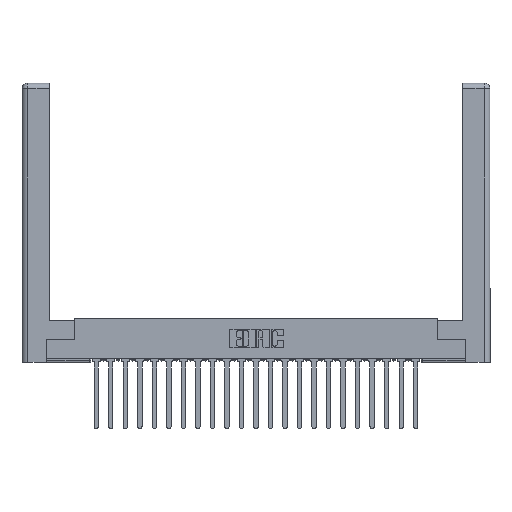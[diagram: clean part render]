
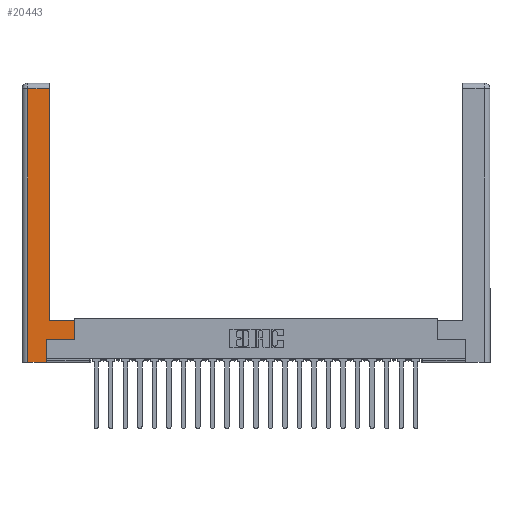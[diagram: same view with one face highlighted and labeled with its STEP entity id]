
A CAD part, top view. The second image highlights one B-rep face of the part: STEP entity #20443.
In plain terms, the highlighted planar face has unit normal (0, 0, 1).
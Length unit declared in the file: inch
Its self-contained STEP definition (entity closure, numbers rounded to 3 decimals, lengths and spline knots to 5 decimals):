
#74 = CARTESIAN_POINT ( 'NONE',  ( 0.565, 0.45, 0. ) ) ;
#362 = ORIENTED_EDGE ( 'NONE', *, *, #4765, .T. ) ;
#1214 = ORIENTED_EDGE ( 'NONE', *, *, #9130, .T. ) ;
#1820 = VECTOR ( 'NONE', #18293, 39.37008 ) ;
#1988 = ORIENTED_EDGE ( 'NONE', *, *, #21367, .T. ) ;
#2194 = PLANE ( 'NONE',  #2719 ) ;
#2719 = AXIS2_PLACEMENT_3D ( 'NONE', #3919, #19379, #11744 ) ;
#2865 = CARTESIAN_POINT ( 'NONE',  ( 0.565, 0.245, 0. ) ) ;
#2942 = DIRECTION ( 'NONE',  ( 0., 1., 0. ) ) ;
#3438 = EDGE_CURVE ( 'NONE', #12515, #21213, #17818, .T. ) ;
#3766 = DIRECTION ( 'NONE',  ( 0., -1., 0. ) ) ;
#3919 = CARTESIAN_POINT ( 'NONE',  ( 0., 0., 0. ) ) ;
#4060 = LINE ( 'NONE', #8019, #13156 ) ;
#4346 = CARTESIAN_POINT ( 'NONE',  ( 0.0615, 0., 0. ) ) ;
#4765 = EDGE_CURVE ( 'NONE', #14489, #7131, #16178, .T. ) ;
#5364 = ORIENTED_EDGE ( 'NONE', *, *, #3438, .T. ) ;
#5536 = VECTOR ( 'NONE', #12660, 39.37008 ) ;
#5845 = VERTEX_POINT ( 'NONE', #11438 ) ;
#6003 = LINE ( 'NONE', #21226, #22210 ) ;
#6254 = LINE ( 'NONE', #13840, #7253 ) ;
#7131 = VERTEX_POINT ( 'NONE', #20843 ) ;
#7253 = VECTOR ( 'NONE', #17854, 39.37008 ) ;
#7478 = CARTESIAN_POINT ( 'NONE',  ( 0.265, 0.245, 0. ) ) ;
#7802 = LINE ( 'NONE', #22475, #21889 ) ;
#7810 = VERTEX_POINT ( 'NONE', #4346 ) ;
#8019 = CARTESIAN_POINT ( 'NONE',  ( 0.565, 0.45, 0. ) ) ;
#8180 = ORIENTED_EDGE ( 'NONE', *, *, #21711, .T. ) ;
#9130 = EDGE_CURVE ( 'NONE', #21213, #22180, #4060, .T. ) ;
#10653 = CARTESIAN_POINT ( 'NONE',  ( 0.295, 3., 0. ) ) ;
#11438 = CARTESIAN_POINT ( 'NONE',  ( 0.0615, 2.94, 0. ) ) ;
#11744 = DIRECTION ( 'NONE',  ( -1., 0., 0. ) ) ;
#12515 = VERTEX_POINT ( 'NONE', #7478 ) ;
#12633 = EDGE_CURVE ( 'NONE', #22180, #14489, #6254, .T. ) ;
#12660 = DIRECTION ( 'NONE',  ( 0., 1., 0. ) ) ;
#13156 = VECTOR ( 'NONE', #17153, 39.37008 ) ;
#13840 = CARTESIAN_POINT ( 'NONE',  ( 0.295, 0.45, 0. ) ) ;
#14243 = EDGE_CURVE ( 'NONE', #16820, #12515, #14372, .T. ) ;
#14372 = LINE ( 'NONE', #22023, #22848 ) ;
#14489 = VERTEX_POINT ( 'NONE', #23384 ) ;
#16178 = LINE ( 'NONE', #10653, #5536 ) ;
#16767 = ORIENTED_EDGE ( 'NONE', *, *, #14243, .T. ) ;
#16820 = VERTEX_POINT ( 'NONE', #17184 ) ;
#16862 = DIRECTION ( 'NONE',  ( -1., 0., 0. ) ) ;
#17153 = DIRECTION ( 'NONE',  ( 0., 1., 0. ) ) ;
#17184 = CARTESIAN_POINT ( 'NONE',  ( 0.265, 0., 0. ) ) ;
#17312 = DIRECTION ( 'NONE',  ( 1., 0., 0. ) ) ;
#17818 = LINE ( 'NONE', #2865, #1820 ) ;
#17854 = DIRECTION ( 'NONE',  ( -1., 0., 0. ) ) ;
#18293 = DIRECTION ( 'NONE',  ( 1., 0., 0. ) ) ;
#19379 = DIRECTION ( 'NONE',  ( 0., 0., -1. ) ) ;
#19720 = EDGE_CURVE ( 'NONE', #5845, #7810, #6003, .T. ) ;
#20443 = ADVANCED_FACE ( 'NONE', ( #21021 ), #2194, .F. ) ;
#20654 = VECTOR ( 'NONE', #16862, 39.37008 ) ;
#20843 = CARTESIAN_POINT ( 'NONE',  ( 0.295, 2.94, 0. ) ) ;
#21021 = FACE_OUTER_BOUND ( 'NONE', #23327, .T. ) ;
#21196 = CARTESIAN_POINT ( 'NONE',  ( 0.565, 0.245, 0. ) ) ;
#21213 = VERTEX_POINT ( 'NONE', #21196 ) ;
#21226 = CARTESIAN_POINT ( 'NONE',  ( 0.0615, 0., 0. ) ) ;
#21367 = EDGE_CURVE ( 'NONE', #7131, #5845, #22624, .T. ) ;
#21711 = EDGE_CURVE ( 'NONE', #7810, #16820, #7802, .T. ) ;
#21889 = VECTOR ( 'NONE', #17312, 39.37008 ) ;
#22023 = CARTESIAN_POINT ( 'NONE',  ( 0.265, 0.245, 0. ) ) ;
#22180 = VERTEX_POINT ( 'NONE', #74 ) ;
#22210 = VECTOR ( 'NONE', #3766, 39.37008 ) ;
#22475 = CARTESIAN_POINT ( 'NONE',  ( 0.265, 0., 0. ) ) ;
#22624 = LINE ( 'NONE', #22889, #20654 ) ;
#22848 = VECTOR ( 'NONE', #2942, 39.37008 ) ;
#22889 = CARTESIAN_POINT ( 'NONE',  ( 0.0615, 2.94, 0. ) ) ;
#23113 = ORIENTED_EDGE ( 'NONE', *, *, #12633, .T. ) ;
#23327 = EDGE_LOOP ( 'NONE', ( #362, #1988, #24060, #8180, #16767, #5364, #1214, #23113 ) ) ;
#23384 = CARTESIAN_POINT ( 'NONE',  ( 0.295, 0.45, 0. ) ) ;
#24060 = ORIENTED_EDGE ( 'NONE', *, *, #19720, .T. ) ;
